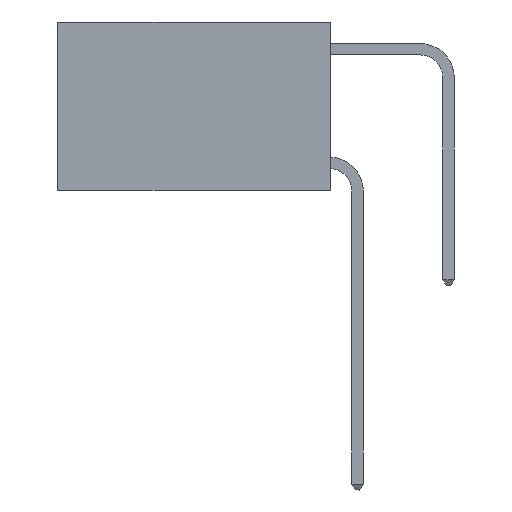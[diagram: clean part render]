
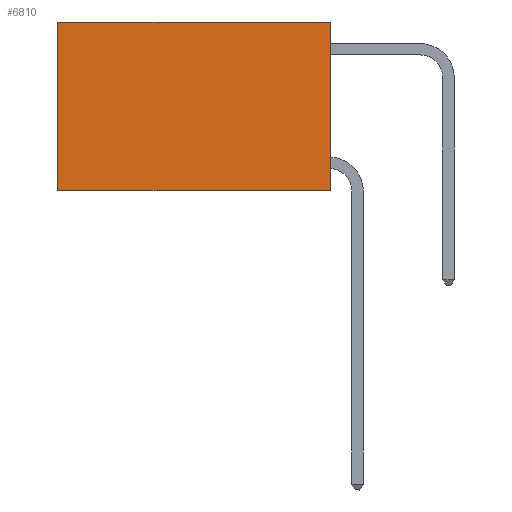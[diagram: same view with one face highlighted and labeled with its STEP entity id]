
A CAD part, left-side view. The second image highlights one B-rep face of the part: STEP entity #6810.
In plain terms, the highlighted planar face has unit normal (-1, 0, 0).
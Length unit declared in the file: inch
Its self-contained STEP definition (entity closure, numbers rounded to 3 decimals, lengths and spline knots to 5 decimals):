
#1458 = ORIENTED_EDGE ( 'NONE', *, *, #5246, .F. ) ;
#3071 = DIRECTION ( 'NONE',  ( 0., 0., -1. ) ) ;
#3163 = VECTOR ( 'NONE', #12710, 39.37008 ) ;
#3481 = VERTEX_POINT ( 'NONE', #21772 ) ;
#3676 = VERTEX_POINT ( 'NONE', #17870 ) ;
#4486 = CARTESIAN_POINT ( 'NONE',  ( 0.2625, 0.6, 0. ) ) ;
#5246 = EDGE_CURVE ( 'NONE', #3481, #3676, #11251, .T. ) ;
#5995 = CARTESIAN_POINT ( 'NONE',  ( 0.2625, 0., 0. ) ) ;
#6810 = ADVANCED_FACE ( 'NONE', ( #24823 ), #20028, .F. ) ;
#6866 = CARTESIAN_POINT ( 'NONE',  ( 0.2625, 0.6, 0. ) ) ;
#7361 = VECTOR ( 'NONE', #12211, 39.37008 ) ;
#7546 = ORIENTED_EDGE ( 'NONE', *, *, #12327, .T. ) ;
#9680 = DIRECTION ( 'NONE',  ( 0., 1., 0. ) ) ;
#11251 = LINE ( 'NONE', #5995, #7361 ) ;
#12211 = DIRECTION ( 'NONE',  ( 0., 0., -1. ) ) ;
#12327 = EDGE_CURVE ( 'NONE', #3481, #24446, #13881, .T. ) ;
#12710 = DIRECTION ( 'NONE',  ( 0., 0., -1. ) ) ;
#12828 = EDGE_CURVE ( 'NONE', #24446, #18687, #17784, .T. ) ;
#13380 = CARTESIAN_POINT ( 'NONE',  ( 0.2625, 0., 0. ) ) ;
#13585 = VECTOR ( 'NONE', #9680, 39.37008 ) ;
#13683 = ORIENTED_EDGE ( 'NONE', *, *, #12828, .T. ) ;
#13881 = LINE ( 'NONE', #16913, #25226 ) ;
#15750 = DIRECTION ( 'NONE',  ( 1., 0., 0. ) ) ;
#16331 = EDGE_LOOP ( 'NONE', ( #13683, #21612, #1458, #7546 ) ) ;
#16371 = CARTESIAN_POINT ( 'NONE',  ( 0.2625, 0.6, -0.37 ) ) ;
#16913 = CARTESIAN_POINT ( 'NONE',  ( 0.2625, 0., 0. ) ) ;
#16995 = DIRECTION ( 'NONE',  ( 0., 1., 0. ) ) ;
#17784 = LINE ( 'NONE', #4486, #3163 ) ;
#17870 = CARTESIAN_POINT ( 'NONE',  ( 0.2625, 0., -0.37 ) ) ;
#17917 = EDGE_CURVE ( 'NONE', #3676, #18687, #23360, .T. ) ;
#18687 = VERTEX_POINT ( 'NONE', #16371 ) ;
#20028 = PLANE ( 'NONE',  #20444 ) ;
#20444 = AXIS2_PLACEMENT_3D ( 'NONE', #13380, #15750, #3071 ) ;
#21612 = ORIENTED_EDGE ( 'NONE', *, *, #17917, .F. ) ;
#21772 = CARTESIAN_POINT ( 'NONE',  ( 0.2625, 0., 0. ) ) ;
#22050 = CARTESIAN_POINT ( 'NONE',  ( 0.2625, 0., -0.37 ) ) ;
#23360 = LINE ( 'NONE', #22050, #13585 ) ;
#24446 = VERTEX_POINT ( 'NONE', #6866 ) ;
#24823 = FACE_OUTER_BOUND ( 'NONE', #16331, .T. ) ;
#25226 = VECTOR ( 'NONE', #16995, 39.37008 ) ;
